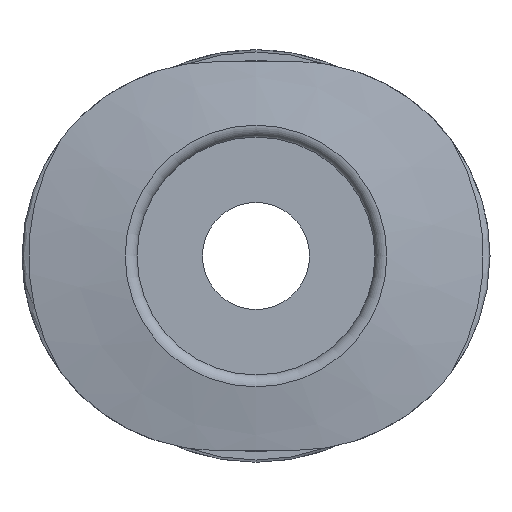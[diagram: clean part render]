
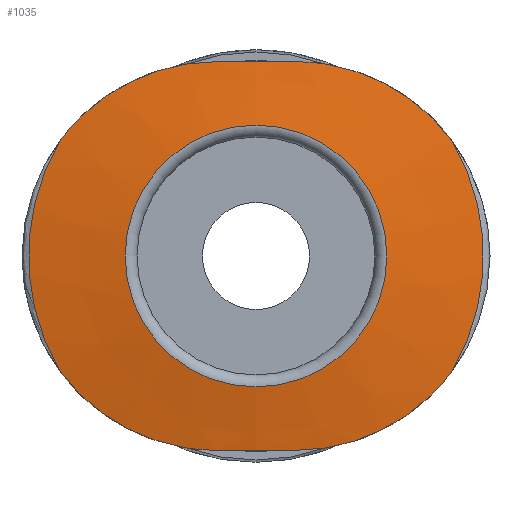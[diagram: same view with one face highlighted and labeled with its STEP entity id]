
A CAD part, left-side view. The second image highlights one B-rep face of the part: STEP entity #1035.
In plain terms, the highlighted conical face has half-angle 80 degrees and reference radius 3.3 mm.
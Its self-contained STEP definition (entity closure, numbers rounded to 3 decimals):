
#129=CIRCLE('',#1118,5.735);
#130=CIRCLE('',#1120,5.735);
#131=CIRCLE('',#1122,3.3);
#275=ORIENTED_EDGE('',*,*,#388,.T.);
#276=ORIENTED_EDGE('',*,*,#392,.T.);
#277=ORIENTED_EDGE('',*,*,#393,.F.);
#278=ORIENTED_EDGE('',*,*,#389,.T.);
#279=ORIENTED_EDGE('',*,*,#381,.T.);
#280=ORIENTED_EDGE('',*,*,#386,.T.);
#281=ORIENTED_EDGE('',*,*,#394,.F.);
#282=ORIENTED_EDGE('',*,*,#383,.T.);
#283=ORIENTED_EDGE('',*,*,#395,.T.);
#381=EDGE_CURVE('',#453,#454,#488,.T.);
#383=EDGE_CURVE('',#456,#455,#489,.T.);
#386=EDGE_CURVE('',#454,#458,#492,.T.);
#388=EDGE_CURVE('',#455,#459,#493,.T.);
#389=EDGE_CURVE('',#460,#453,#494,.T.);
#392=EDGE_CURVE('',#459,#462,#497,.T.);
#393=EDGE_CURVE('',#460,#462,#129,.T.);
#394=EDGE_CURVE('',#456,#458,#130,.T.);
#395=EDGE_CURVE('',#463,#463,#131,.T.);
#453=VERTEX_POINT('',#1541);
#454=VERTEX_POINT('',#1543);
#455=VERTEX_POINT('',#1550);
#456=VERTEX_POINT('',#1555);
#458=VERTEX_POINT('',#1565);
#459=VERTEX_POINT('',#1572);
#460=VERTEX_POINT('',#1582);
#462=VERTEX_POINT('',#1592);
#463=VERTEX_POINT('',#1603);
#488=B_SPLINE_CURVE_WITH_KNOTS('',3,(#1544,#1545,#1546,#1547),
 .UNSPECIFIED.,.F.,.F.,(4,4),(0.002,0.004),
 .UNSPECIFIED.);
#489=B_SPLINE_CURVE_WITH_KNOTS('',3,(#1551,#1552,#1553,#1554),
 .UNSPECIFIED.,.F.,.F.,(4,4),(0.,0.005),
 .UNSPECIFIED.);
#492=B_SPLINE_CURVE_WITH_KNOTS('',3,(#1566,#1567,#1568,#1569),
 .UNSPECIFIED.,.F.,.F.,(4,4),(0.,0.005),
 .UNSPECIFIED.);
#493=B_SPLINE_CURVE_WITH_KNOTS('',3,(#1573,#1574,#1575,#1576),
 .UNSPECIFIED.,.F.,.F.,(4,4),(0.002,0.004),
 .UNSPECIFIED.);
#494=B_SPLINE_CURVE_WITH_KNOTS('',3,(#1578,#1579,#1580,#1581),
 .UNSPECIFIED.,.F.,.F.,(4,4),(0.,0.005),
 .UNSPECIFIED.);
#497=B_SPLINE_CURVE_WITH_KNOTS('',3,(#1593,#1594,#1595,#1596),
 .UNSPECIFIED.,.F.,.F.,(4,4),(0.,0.005),
 .UNSPECIFIED.);
#554=EDGE_LOOP('',(#275,#276,#277,#278,#279,#280,#281,#282));
#555=EDGE_LOOP('',(#283));
#630=FACE_BOUND('',#554,.T.);
#631=FACE_BOUND('',#555,.T.);
#659=CONICAL_SURFACE('',#1121,3.3,1.396);
#1035=ADVANCED_FACE('',(#630,#631),#659,.T.);
#1118=AXIS2_PLACEMENT_3D('',#1598,#1294,#1295);
#1120=AXIS2_PLACEMENT_3D('',#1600,#1298,#1299);
#1121=AXIS2_PLACEMENT_3D('',#1601,#1300,#1301);
#1122=AXIS2_PLACEMENT_3D('',#1602,#1302,#1303);
#1294=DIRECTION('',(1.,0.,0.));
#1295=DIRECTION('',(0.,0.,-1.));
#1298=DIRECTION('',(1.,0.,0.));
#1299=DIRECTION('',(0.,0.,-1.));
#1300=DIRECTION('',(1.,0.,0.));
#1301=DIRECTION('',(0.,0.,-1.));
#1302=DIRECTION('',(1.,0.,0.));
#1303=DIRECTION('',(0.,0.,-1.));
#1541=CARTESIAN_POINT('',(-12.15,-1.,4.9));
#1543=CARTESIAN_POINT('',(-12.15,1.,4.9));
#1544=CARTESIAN_POINT('',(-12.15,-1.,4.9));
#1545=CARTESIAN_POINT('',(-12.174,-0.333,4.9));
#1546=CARTESIAN_POINT('',(-12.174,0.333,4.9));
#1547=CARTESIAN_POINT('',(-12.15,1.,4.9));
#1550=CARTESIAN_POINT('',(-12.15,1.,-4.9));
#1551=CARTESIAN_POINT('',(-12.021,4.939,-2.915));
#1552=CARTESIAN_POINT('',(-12.049,4.024,-4.151));
#1553=CARTESIAN_POINT('',(-12.096,2.537,-4.9));
#1554=CARTESIAN_POINT('',(-12.15,1.,-4.9));
#1555=CARTESIAN_POINT('',(-12.021,4.939,-2.915));
#1565=CARTESIAN_POINT('',(-12.021,4.939,2.915));
#1566=CARTESIAN_POINT('',(-12.15,1.,4.9));
#1567=CARTESIAN_POINT('',(-12.096,2.538,4.9));
#1568=CARTESIAN_POINT('',(-12.049,4.024,4.151));
#1569=CARTESIAN_POINT('',(-12.021,4.939,2.915));
#1572=CARTESIAN_POINT('',(-12.15,-1.,-4.9));
#1573=CARTESIAN_POINT('',(-12.15,1.,-4.9));
#1574=CARTESIAN_POINT('',(-12.174,0.333,-4.9));
#1575=CARTESIAN_POINT('',(-12.174,-0.333,-4.9));
#1576=CARTESIAN_POINT('',(-12.15,-1.,-4.9));
#1578=CARTESIAN_POINT('',(-12.021,-4.939,2.915));
#1579=CARTESIAN_POINT('',(-12.049,-4.024,4.151));
#1580=CARTESIAN_POINT('',(-12.096,-2.537,4.9));
#1581=CARTESIAN_POINT('',(-12.15,-1.,4.9));
#1582=CARTESIAN_POINT('',(-12.021,-4.939,2.915));
#1592=CARTESIAN_POINT('',(-12.021,-4.939,-2.915));
#1593=CARTESIAN_POINT('',(-12.15,-1.,-4.9));
#1594=CARTESIAN_POINT('',(-12.096,-2.538,-4.9));
#1595=CARTESIAN_POINT('',(-12.049,-4.024,-4.151));
#1596=CARTESIAN_POINT('',(-12.021,-4.939,-2.915));
#1598=CARTESIAN_POINT('',(-12.021,0.,0.));
#1600=CARTESIAN_POINT('',(-12.021,0.,0.));
#1601=CARTESIAN_POINT('',(-12.45,0.,0.));
#1602=CARTESIAN_POINT('',(-12.45,0.,0.));
#1603=CARTESIAN_POINT('',(-12.45,0.,-3.3));
